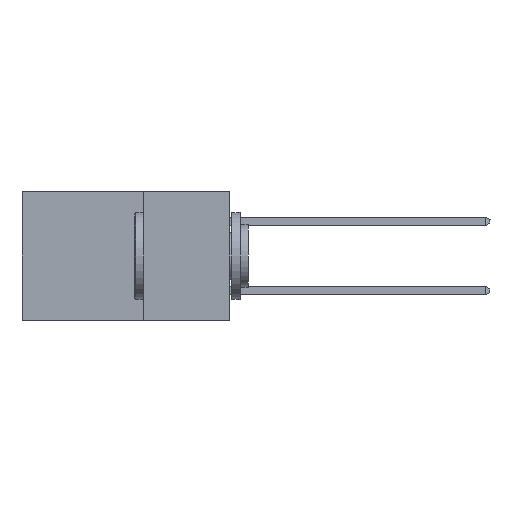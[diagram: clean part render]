
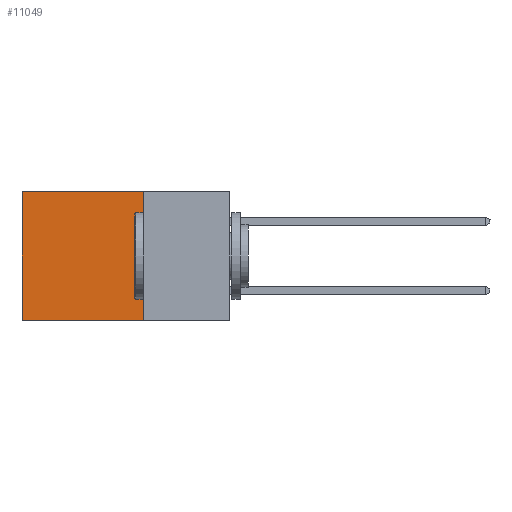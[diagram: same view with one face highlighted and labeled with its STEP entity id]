
A CAD part, left-side view. The second image highlights one B-rep face of the part: STEP entity #11049.
In plain terms, the highlighted planar face has unit normal (-1, 0, 0).
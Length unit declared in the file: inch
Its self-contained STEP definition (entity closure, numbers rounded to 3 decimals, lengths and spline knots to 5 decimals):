
#61 = DIRECTION ( 'NONE',  ( 0., 0., -1. ) ) ;
#321 = VERTEX_POINT ( 'NONE', #10912 ) ;
#2398 = VERTEX_POINT ( 'NONE', #15016 ) ;
#3883 = DIRECTION ( 'NONE',  ( 0., 0., -1. ) ) ;
#4486 = LINE ( 'NONE', #10050, #25304 ) ;
#4513 = PLANE ( 'NONE',  #19640 ) ;
#5550 = LINE ( 'NONE', #12291, #6184 ) ;
#6184 = VECTOR ( 'NONE', #61, 39.37008 ) ;
#6598 = EDGE_LOOP ( 'NONE', ( #18486, #11071, #23825, #10234 ) ) ;
#7423 = EDGE_CURVE ( 'NONE', #321, #25559, #4486, .T. ) ;
#7676 = CARTESIAN_POINT ( 'NONE',  ( 0.298, 0.25, -0.37 ) ) ;
#8643 = CARTESIAN_POINT ( 'NONE',  ( 0.298, 0.25, 0. ) ) ;
#9102 = VECTOR ( 'NONE', #3883, 39.37008 ) ;
#9716 = DIRECTION ( 'NONE',  ( 0., 1., 0. ) ) ;
#9733 = DIRECTION ( 'NONE',  ( 0., 1., 0. ) ) ;
#10050 = CARTESIAN_POINT ( 'NONE',  ( 0.298, 0.25, 0. ) ) ;
#10234 = ORIENTED_EDGE ( 'NONE', *, *, #7423, .T. ) ;
#10274 = FACE_OUTER_BOUND ( 'NONE', #6598, .T. ) ;
#10671 = DIRECTION ( 'NONE',  ( 0., 0., -1. ) ) ;
#10912 = CARTESIAN_POINT ( 'NONE',  ( 0.298, 0.25, 0. ) ) ;
#11049 = ADVANCED_FACE ( 'NONE', ( #10274 ), #4513, .F. ) ;
#11071 = ORIENTED_EDGE ( 'NONE', *, *, #17407, .F. ) ;
#12291 = CARTESIAN_POINT ( 'NONE',  ( 0.298, 0.6, 0. ) ) ;
#15016 = CARTESIAN_POINT ( 'NONE',  ( 0.298, 0.25, -0.37 ) ) ;
#15801 = CARTESIAN_POINT ( 'NONE',  ( 0.298, 0.6, -0.37 ) ) ;
#15981 = EDGE_CURVE ( 'NONE', #321, #2398, #19189, .T. ) ;
#16040 = CARTESIAN_POINT ( 'NONE',  ( 0.298, 0.25, 0. ) ) ;
#17407 = EDGE_CURVE ( 'NONE', #2398, #21890, #20754, .T. ) ;
#17568 = EDGE_CURVE ( 'NONE', #25559, #21890, #5550, .T. ) ;
#18486 = ORIENTED_EDGE ( 'NONE', *, *, #17568, .T. ) ;
#19189 = LINE ( 'NONE', #16040, #9102 ) ;
#19348 = CARTESIAN_POINT ( 'NONE',  ( 0.298, 0.6, 0. ) ) ;
#19640 = AXIS2_PLACEMENT_3D ( 'NONE', #8643, #22694, #10671 ) ;
#20754 = LINE ( 'NONE', #7676, #25437 ) ;
#21890 = VERTEX_POINT ( 'NONE', #15801 ) ;
#22694 = DIRECTION ( 'NONE',  ( 1., 0., 0. ) ) ;
#23825 = ORIENTED_EDGE ( 'NONE', *, *, #15981, .F. ) ;
#25304 = VECTOR ( 'NONE', #9716, 39.37008 ) ;
#25437 = VECTOR ( 'NONE', #9733, 39.37008 ) ;
#25559 = VERTEX_POINT ( 'NONE', #19348 ) ;
